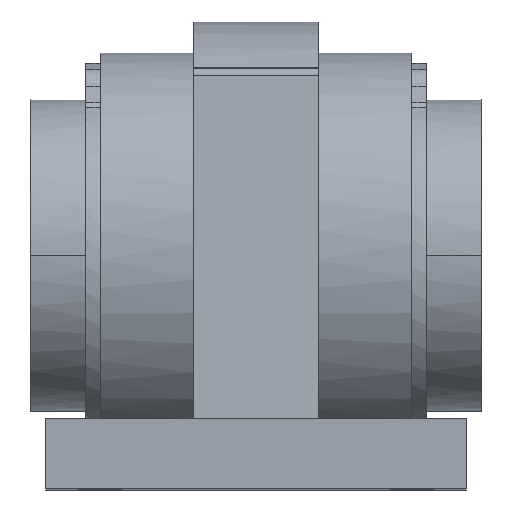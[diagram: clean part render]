
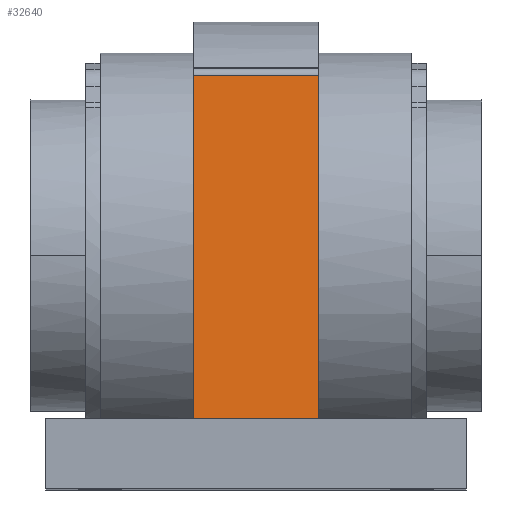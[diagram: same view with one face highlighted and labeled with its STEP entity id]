
A CAD part, top view. The second image highlights one B-rep face of the part: STEP entity #32640.
In plain terms, the highlighted free-form (B-spline) face has degree [1, 1] with [2, 2] control points.
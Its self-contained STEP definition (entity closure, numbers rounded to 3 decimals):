
#32290 = CARTESIAN_POINT ('', (8., 9., 36.999));
#32300 = VERTEX_POINT ('', #32290);
#32310 = CARTESIAN_POINT ('', (8., 53.087, 33.142));
#32320 = VERTEX_POINT ('', #32310);
#32330 = CARTESIAN_POINT ('', (8., 9., 36.999));
#32340 = CARTESIAN_POINT ('', (8., 53.087, 33.142));
#32350 = B_SPLINE_CURVE_WITH_KNOTS ('', 1, (#32330, #32340), .UNSPECIFIED., .F., .U., (2, 2), (0., 1.), .UNSPECIFIED.);
#32360 = EDGE_CURVE ('', #32300, #32320, #32350, .T.);
#32370 = ORIENTED_EDGE ('', *, *, #32360, .T.);
#32380 = CARTESIAN_POINT ('', (-8., 53.087, 33.142));
#32390 = VERTEX_POINT ('', #32380);
#32400 = CARTESIAN_POINT ('', (8., 53.087, 33.142));
#32410 = CARTESIAN_POINT ('', (-8., 53.087, 33.142));
#32420 = B_SPLINE_CURVE_WITH_KNOTS ('', 1, (#32400, #32410), .UNSPECIFIED., .F., .U., (2, 2), (0., 1.), .UNSPECIFIED.);
#32430 = EDGE_CURVE ('', #32320, #32390, #32420, .T.);
#32440 = ORIENTED_EDGE ('', *, *, #32430, .T.);
#32450 = CARTESIAN_POINT ('', (-8., 9., 36.999));
#32460 = VERTEX_POINT ('', #32450);
#32470 = CARTESIAN_POINT ('', (-8., 53.087, 33.142));
#32480 = CARTESIAN_POINT ('', (-8., 9., 36.999));
#32490 = B_SPLINE_CURVE_WITH_KNOTS ('', 1, (#32470, #32480), .UNSPECIFIED., .F., .U., (2, 2), (0., 1.), .UNSPECIFIED.);
#32500 = EDGE_CURVE ('', #32390, #32460, #32490, .T.);
#32510 = ORIENTED_EDGE ('', *, *, #32500, .T.);
#32520 = CARTESIAN_POINT ('', (-8., 9., 36.999));
#32530 = CARTESIAN_POINT ('', (8., 9., 36.999));
#32540 = B_SPLINE_CURVE_WITH_KNOTS ('', 1, (#32520, #32530), .UNSPECIFIED., .F., .U., (2, 2), (0., 1.), .UNSPECIFIED.);
#32550 = EDGE_CURVE ('', #32460, #32300, #32540, .T.);
#32560 = ORIENTED_EDGE ('', *, *, #32550, .T.);
#32570 = EDGE_LOOP ('', (#32370, #32440, #32510, #32560));
#32580 = FACE_OUTER_BOUND ('', #32570, .T.);
#32590 = CARTESIAN_POINT ('', (8., 9., 36.999));
#32600 = CARTESIAN_POINT ('', (-8., 9., 36.999));
#32610 = CARTESIAN_POINT ('', (8., 53.087, 33.142));
#32620 = CARTESIAN_POINT ('', (-8., 53.087, 33.142));
#32630 = B_SPLINE_SURFACE_WITH_KNOTS ('', 1, 1, ((#32590, #32600), (#32610, #32620)), .UNSPECIFIED., .F., .F., .U., (2, 2), (2, 2), (0., 1.), (0., 1.), .UNSPECIFIED.);
#32640 = ADVANCED_FACE ('', (#32580), #32630, .T.);
